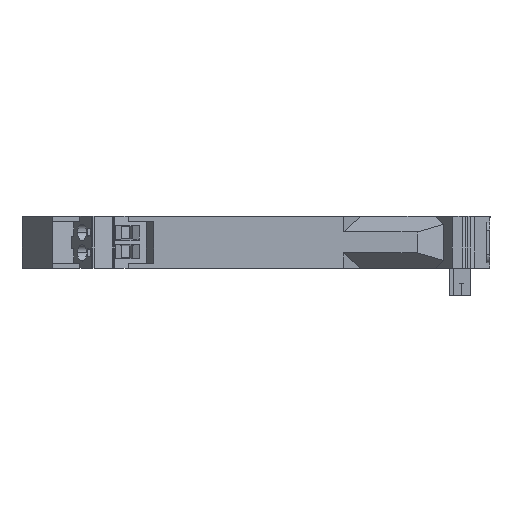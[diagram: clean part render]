
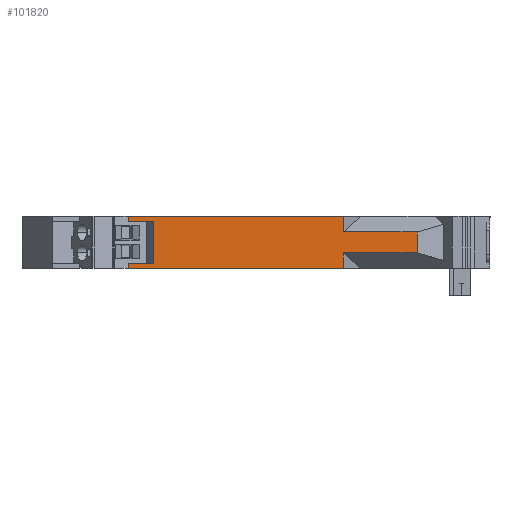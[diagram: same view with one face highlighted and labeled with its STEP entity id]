
A CAD part, left-side view. The second image highlights one B-rep face of the part: STEP entity #101820.
In plain terms, the highlighted planar face has unit normal (-1, 0, 0).
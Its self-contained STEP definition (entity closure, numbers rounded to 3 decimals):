
#930=CARTESIAN_POINT('',(-49.5,28.9,
3.8));
#940=DIRECTION('',(0.,0.,1.));
#950=VECTOR('',#940,1.);
#960=LINE('',#930,#950);
#970=CARTESIAN_POINT('',(-49.5,28.9,
0.));
#980=VERTEX_POINT('',#970);
#990=CARTESIAN_POINT('',(-49.5,28.9,
3.753));
#1000=VERTEX_POINT('',#990);
#1010=EDGE_CURVE('',#980,#1000,#960,.T.);
#11300=CARTESIAN_POINT('',(-49.5,11.,
3.753));
#11310=VERTEX_POINT('',#11300);
#11420=CARTESIAN_POINT('',(-49.5,-52.4,
3.753));
#11430=DIRECTION('',(0.,1.,0.));
#11440=VECTOR('',#11430,1.);
#11450=LINE('',#11420,#11440);
#11460=EDGE_CURVE('',#11310,#1000,#11450,.T.);
#14200=CARTESIAN_POINT('',(-49.5,-52.4,
8.847));
#14210=DIRECTION('',(0.,1.,0.));
#14220=VECTOR('',#14210,1.);
#14230=LINE('',#14200,#14220);
#14240=CARTESIAN_POINT('',(-49.5,11.,
8.847));
#14250=VERTEX_POINT('',#14240);
#14260=CARTESIAN_POINT('',(-49.5,28.9,
8.847));
#14270=VERTEX_POINT('',#14260);
#14280=EDGE_CURVE('',#14250,#14270,#14230,.T.);
#14680=CARTESIAN_POINT('',(-49.5,11.,
8.8));
#14690=DIRECTION('',(0.,0.,-1.));
#14700=VECTOR('',#14690,1.);
#14710=LINE('',#14680,#14700);
#14720=EDGE_CURVE('',#14250,#11310,#14710,.T.);
#18500=CARTESIAN_POINT('',(-49.5,28.9,
12.6));
#18510=VERTEX_POINT('',#18500);
#18550=CARTESIAN_POINT('',(-49.5,28.9,
8.8));
#18560=DIRECTION('',(0.,0.,-1.));
#18570=VECTOR('',#18560,1.);
#18580=LINE('',#18550,#18570);
#18590=EDGE_CURVE('',#18510,#14270,#18580,.T.);
#49110=CARTESIAN_POINT('',(-49.5,0.,0.));
#49120=DIRECTION('',(0.,1.,0.));
#49130=VECTOR('',#49120,1.);
#49140=LINE('',#49110,#49130);
#49810=CARTESIAN_POINT('',(-49.5,81.194,
0.));
#49820=VERTEX_POINT('',#49810);
#49850=EDGE_CURVE('',#980,#49820,#49140,.T.);
#75860=CARTESIAN_POINT('',(-49.5,99.662,
12.6));
#75870=DIRECTION('',(-1.,0.,0.));
#75880=DIRECTION('',(0.,1.,0.));
#75890=AXIS2_PLACEMENT_3D('',#75860,#75870,#75880);
#75900=PLANE('',#75890);
#79210=CARTESIAN_POINT('',(-49.5,0.,12.6));
#79220=DIRECTION('',(0.,-1.,0.));
#79230=VECTOR('',#79220,1.);
#79240=LINE('',#79210,#79230);
#79250=CARTESIAN_POINT('',(-49.5,81.194,
12.6));
#79260=VERTEX_POINT('',#79250);
#79270=EDGE_CURVE('',#79260,#18510,#79240,.T.);
#83940=CARTESIAN_POINT('',(-49.5,81.194,
11.35));
#83950=VERTEX_POINT('',#83940);
#83980=CARTESIAN_POINT('',(-49.5,0.,11.35));
#83990=DIRECTION('',(0.,-1.,0.));
#84000=VECTOR('',#83990,1.);
#84010=LINE('',#83980,#84000);
#84020=CARTESIAN_POINT('',(-49.5,75.035,
11.35));
#84030=VERTEX_POINT('',#84020);
#84040=EDGE_CURVE('',#83950,#84030,#84010,.T.);
#98120=CARTESIAN_POINT('',(-49.5,75.035,0.));
#98130=DIRECTION('',(0.,0.,-1.));
#98140=VECTOR('',#98130,1.);
#98150=LINE('',#98120,#98140);
#98160=CARTESIAN_POINT('',(-49.5,75.035,
1.25));
#98170=VERTEX_POINT('',#98160);
#98180=EDGE_CURVE('',#84030,#98170,#98150,.T.);
#99450=CARTESIAN_POINT('',(-49.5,81.194,0.));
#99460=DIRECTION('',(0.,0.,1.));
#99470=VECTOR('',#99460,1.);
#99480=LINE('',#99450,#99470);
#99490=EDGE_CURVE('',#83950,#79260,#99480,.T.);
#99570=CARTESIAN_POINT('',(-49.5,81.194,
1.25));
#99580=VERTEX_POINT('',#99570);
#99610=CARTESIAN_POINT('',(-49.5,81.194,0.));
#99620=DIRECTION('',(0.,0.,1.));
#99630=VECTOR('',#99620,1.);
#99640=LINE('',#99610,#99630);
#99650=EDGE_CURVE('',#49820,#99580,#99640,.T.);
#101630=ORIENTED_EDGE('',*,*,#99650,.F.);
#101640=CARTESIAN_POINT('',(-49.5,0.,1.25));
#101650=DIRECTION('',(0.,1.,0.));
#101660=VECTOR('',#101650,1.);
#101670=LINE('',#101640,#101660);
#101680=EDGE_CURVE('',#98170,#99580,#101670,.T.);
#101690=ORIENTED_EDGE('',*,*,#101680,.T.);
#101700=ORIENTED_EDGE('',*,*,#98180,.T.);
#101710=ORIENTED_EDGE('',*,*,#84040,.T.);
#101720=ORIENTED_EDGE('',*,*,#99490,.F.);
#101730=ORIENTED_EDGE('',*,*,#79270,.F.);
#101740=ORIENTED_EDGE('',*,*,#18590,.F.);
#101750=ORIENTED_EDGE('',*,*,#14280,.T.);
#101760=ORIENTED_EDGE('',*,*,#14720,.F.);
#101770=ORIENTED_EDGE('',*,*,#11460,.F.);
#101780=ORIENTED_EDGE('',*,*,#1010,.T.);
#101790=ORIENTED_EDGE('',*,*,#49850,.F.);
#101800=EDGE_LOOP('',(#101790,#101780,#101770,#101760,#101750,#101740,
#101730,#101720,#101710,#101700,#101690,#101630));
#101810=FACE_OUTER_BOUND('',#101800,.T.);
#101820=ADVANCED_FACE('',(#101810),#75900,.T.);
